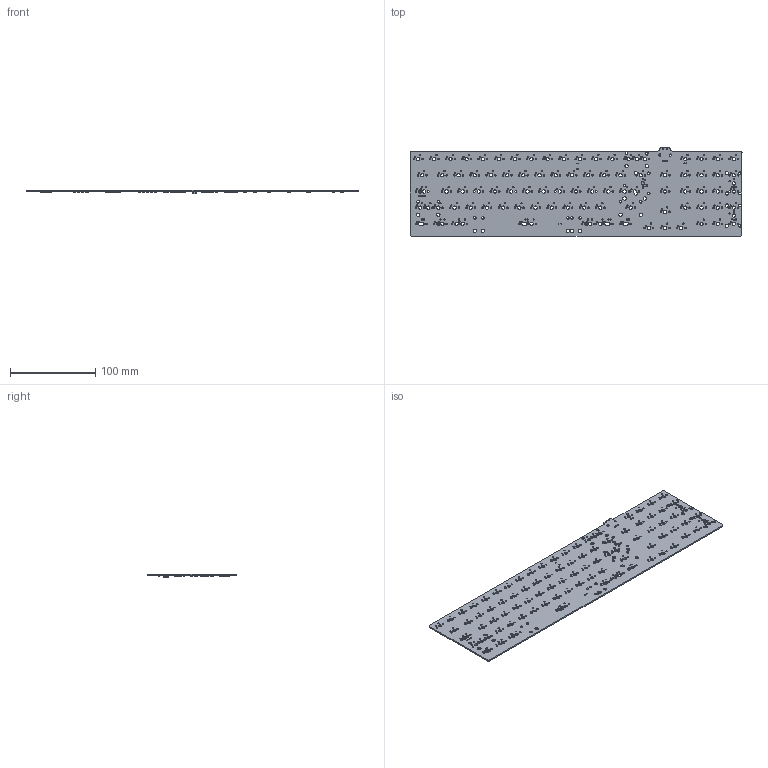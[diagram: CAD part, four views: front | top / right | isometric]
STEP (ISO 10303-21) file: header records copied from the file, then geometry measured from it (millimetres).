
FILE_DESCRIPTION(('KiCad electronic assembly'),'2;1');
FILE_NAME('balance_PCB.step','2022-10-05T19:47:25',('Pcbnew'),('Kicad'), 'Open CASCADE STEP processor 7.6','KiCad to STEP converter','Unknown' );
FILE_SCHEMA(('AUTOMOTIVE_DESIGN { 1 0 10303 214 1 1 1 1 }'));
Length unit declared in the file: millimetre
Products named in the file (26): balance_PCB 1; SOT-23; SOLID; C_0402_1005Metric; SW_SPST_TL3342; SW_SPDT_PCM12; SM04B-SRSS-TB; R_0603_1608Metric; C_0603_1608Metric; LQFP-48_7x7mm_P0.5mm; SOT-23-6; SOT-23-5; Fuse_1206_3216Metric; D_SOD-123F; _autosave-balance PCB
Assembly tree (81 placements, depth 3):
  balance_PCB 1
    SOT-23  x48
      SOLID
    C_0402_1005Metric  x6
      SOLID
    SW_SPST_TL3342
      SOLID
    SW_SPDT_PCM12
      SOLID
    SM04B-SRSS-TB
      SOLID
    R_0603_1608Metric  x3
      SOLID
    C_0603_1608Metric  x3
      SOLID
    LQFP-48_7x7mm_P0.5mm
      SOLID
    SOT-23-6
      SOLID
    SOT-23-5
      SOLID
    Fuse_1206_3216Metric
      SOLID
    D_SOD-123F
      SOLID
    _autosave-balance PCB
Bounding box: 390.53 x 103.58 x 4.5 mm (x, y, z)
Volume: 59094.9 mm3; surface area: 82371.4 mm2
Topology: 69 solids, 70 shells, 6096 faces, 15306 edges, 9399 vertices
Faces by surface type: bspline 5451, cylinder 605, plane 40
Full cylindrical faces by diameter (mm): 0.3 x12, 0.9 x2, 1.04 x6, 1.27 x5, 1.47 x201, 1.75 x176, 3.048 x16, 3.988 x102
Entity records: 160122 total; most frequent: CARTESIAN_POINT 51324, ORIENTED_EDGE 12412, PCURVE 12412, DEFINITIONAL_REPRESENTATION 12412, B_SPLINE_CURVE_WITH_KNOTS 11639, DIRECTION 8403, EDGE_CURVE 6206, SURFACE_CURVE 5679
